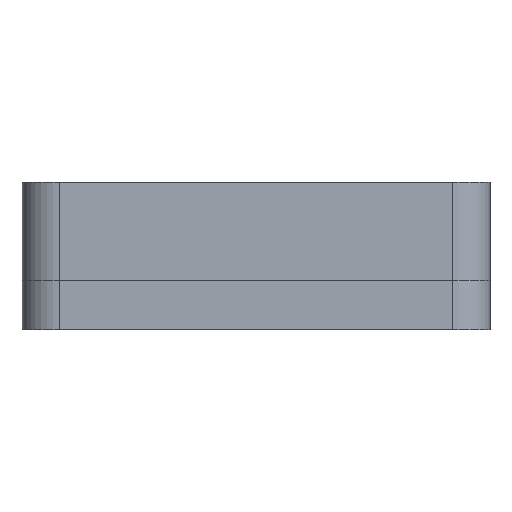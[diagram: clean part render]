
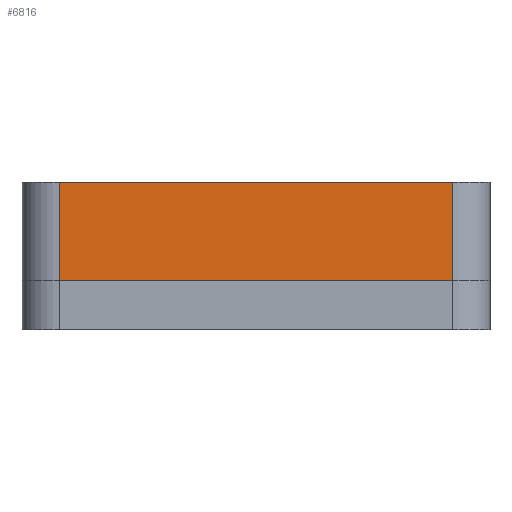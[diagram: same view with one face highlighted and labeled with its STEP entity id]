
A CAD part, left-side view. The second image highlights one B-rep face of the part: STEP entity #6816.
In plain terms, the highlighted planar face has unit normal (-1, 0, 0).
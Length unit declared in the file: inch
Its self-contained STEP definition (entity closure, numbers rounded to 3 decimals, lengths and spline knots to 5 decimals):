
#255 = VERTEX_POINT ( 'NONE', #7492 ) ;
#333 = AXIS2_PLACEMENT_3D ( 'NONE', #8338, #6975, #3343 ) ;
#589 = LINE ( 'NONE', #9579, #1268 ) ;
#602 = VERTEX_POINT ( 'NONE', #7660 ) ;
#801 = EDGE_CURVE ( 'NONE', #255, #602, #8097, .T. ) ;
#1152 = VECTOR ( 'NONE', #7366, 39.37008 ) ;
#1268 = VECTOR ( 'NONE', #1326, 39.37008 ) ;
#1326 = DIRECTION ( 'NONE',  ( 0., 0., -1. ) ) ;
#1336 = DIRECTION ( 'NONE',  ( 0., -1., 0. ) ) ;
#1769 = CARTESIAN_POINT ( 'NONE',  ( -2.7185, -1.575, -0.3937 ) ) ;
#1862 = ORIENTED_EDGE ( 'NONE', *, *, #6618, .T. ) ;
#1913 = LINE ( 'NONE', #1769, #9123 ) ;
#2766 = VECTOR ( 'NONE', #1336, 39.37008 ) ;
#2814 = LINE ( 'NONE', #5077, #2766 ) ;
#3203 = VERTEX_POINT ( 'NONE', #4192 ) ;
#3243 = FACE_OUTER_BOUND ( 'NONE', #7661, .T. ) ;
#3343 = DIRECTION ( 'NONE',  ( 0., 0., 1. ) ) ;
#3918 = CARTESIAN_POINT ( 'NONE',  ( -2.7185, -1.575, 0. ) ) ;
#4169 = EDGE_CURVE ( 'NONE', #3203, #4255, #2814, .T. ) ;
#4192 = CARTESIAN_POINT ( 'NONE',  ( -2.7185, 1.575, 0. ) ) ;
#4255 = VERTEX_POINT ( 'NONE', #3918 ) ;
#5077 = CARTESIAN_POINT ( 'NONE',  ( -2.7185, -1.875, 0. ) ) ;
#5107 = CARTESIAN_POINT ( 'NONE',  ( -2.7185, -1.875, -0.7874 ) ) ;
#6248 = DIRECTION ( 'NONE',  ( 0., 0., 1. ) ) ;
#6327 = ORIENTED_EDGE ( 'NONE', *, *, #801, .F. ) ;
#6618 = EDGE_CURVE ( 'NONE', #3203, #602, #589, .T. ) ;
#6816 = ADVANCED_FACE ( 'NONE', ( #3243 ), #6876, .T. ) ;
#6876 = PLANE ( 'NONE',  #333 ) ;
#6975 = DIRECTION ( 'NONE',  ( -1., 0., 0. ) ) ;
#7366 = DIRECTION ( 'NONE',  ( 0., 1., 0. ) ) ;
#7492 = CARTESIAN_POINT ( 'NONE',  ( -2.7185, -1.575, -0.7874 ) ) ;
#7657 = ORIENTED_EDGE ( 'NONE', *, *, #4169, .F. ) ;
#7660 = CARTESIAN_POINT ( 'NONE',  ( -2.7185, 1.575, -0.7874 ) ) ;
#7661 = EDGE_LOOP ( 'NONE', ( #6327, #8266, #7657, #1862 ) ) ;
#8097 = LINE ( 'NONE', #5107, #1152 ) ;
#8266 = ORIENTED_EDGE ( 'NONE', *, *, #8424, .T. ) ;
#8338 = CARTESIAN_POINT ( 'NONE',  ( -2.7185, -1.875, -0.3937 ) ) ;
#8424 = EDGE_CURVE ( 'NONE', #255, #4255, #1913, .T. ) ;
#9123 = VECTOR ( 'NONE', #6248, 39.37008 ) ;
#9579 = CARTESIAN_POINT ( 'NONE',  ( -2.7185, 1.575, -0.3937 ) ) ;
